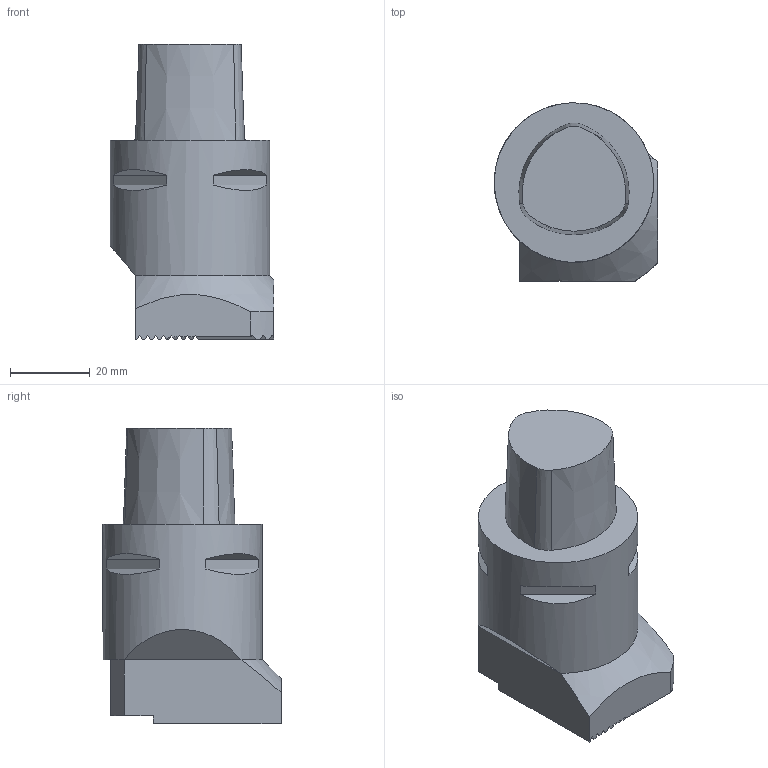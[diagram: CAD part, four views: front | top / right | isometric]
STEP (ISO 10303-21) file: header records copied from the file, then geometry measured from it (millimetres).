
FILE_DESCRIPTION(/* description */ (''),/* implementation_level */ '2;1');
FILE_NAME(/* name */ 'C4-GL-21050-V21.stp',/* time_stamp */ '2018-04-11T16:02:38+06:00',/* author */ (''),/* organization */ (''),/* preprocessor_version */ 'ST-DEVELOPER v16',/* originating_system */ 'SIEMENS PLM Software NX 11.0',/* authorisation */ '');
FILE_SCHEMA (('AUTOMOTIVE_DESIGN { 1 0 10303 214 3 1 1 1 }'));
Length unit declared in the file: millimetre
Products named in the file (1): inpuD89Are5u
Bounding box: 41 x 44.67 x 74 mm (x, y, z)
Volume: 74011.6 mm3; surface area: 13164.3 mm2
Topology: 2 solids, 2 shells, 459 faces, 1279 edges, 854 vertices
Faces by surface type: plane 301, cone 103, cylinder 54, torus 1
Full cylindrical faces by diameter (mm): 40 x1
Entity records: 14974 total; most frequent: CARTESIAN_POINT 3550, ORIENTED_EDGE 2548, DIRECTION 2061, EDGE_CURVE 1274, VERTEX_POINT 851, LINE 849, VECTOR 849, AXIS2_PLACEMENT_3D 606
